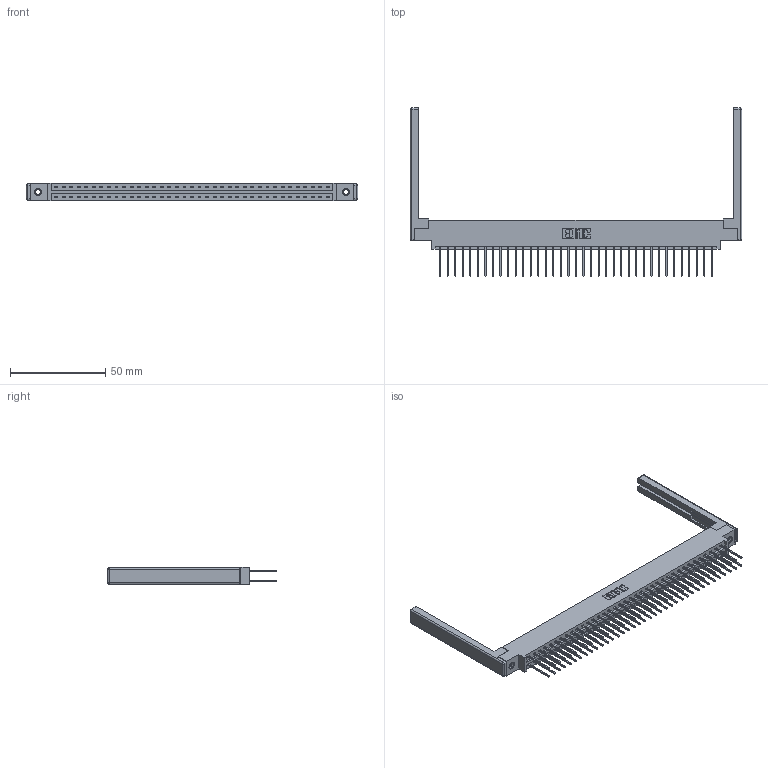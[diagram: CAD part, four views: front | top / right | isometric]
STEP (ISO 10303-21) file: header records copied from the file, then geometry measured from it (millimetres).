
FILE_DESCRIPTION (( 'STEP AP203' ), '1' );
FILE_NAME ('387-074-540-868.STEP', '2019-10-22T01:40:41', ( '' ), ( '' ), 'SwSTEP 2.0', 'SolidWorks 2016', '' );
FILE_SCHEMA (( 'CONFIG_CONTROL_DESIGN' ));
Length unit declared in the file: inch
Products named in the file (5): 387-074-540-868; 307-220-068; 345-292-001_345-293-140; 337 Part_0.170 Offset - 0.156 Dia-TI; 345-250-001_345-250-001-102
Assembly tree (79 placements, depth 2):
  387-074-540-868
    337 Part_0.170 Offset - 0.156 Dia-TI
    345-292-001_345-293-140  x74
    345-250-001_345-250-001-102  x2
    307-220-068  x2
Bounding box: 174.04 x 88.52 x 9.4 mm (x, y, z)
Volume: 22823.1 mm3; surface area: 26324.9 mm2
Topology: 79 solids, 79 shells, 4268 faces, 12627 edges, 8298 vertices
Faces by surface type: plane 2974, cylinder 1270, cone 12, sphere 8, torus 4
Entity records: 32244 total; most frequent: CARTESIAN_POINT 5403, ORIENTED_EDGE 5328, DIRECTION 4674, EDGE_CURVE 2664, LINE 2486, VECTOR 2486, VERTEX_POINT 1766, AXIS2_PLACEMENT_3D 1094
